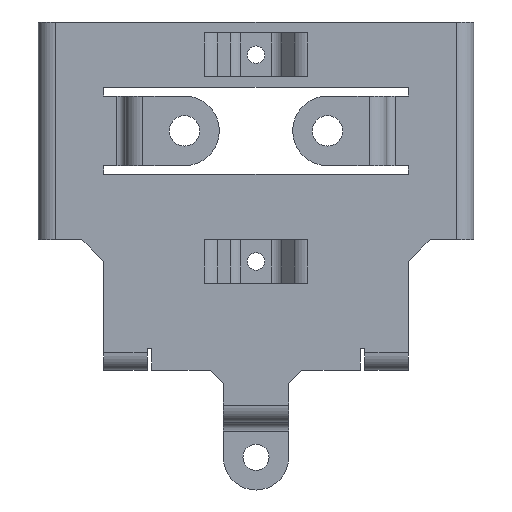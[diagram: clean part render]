
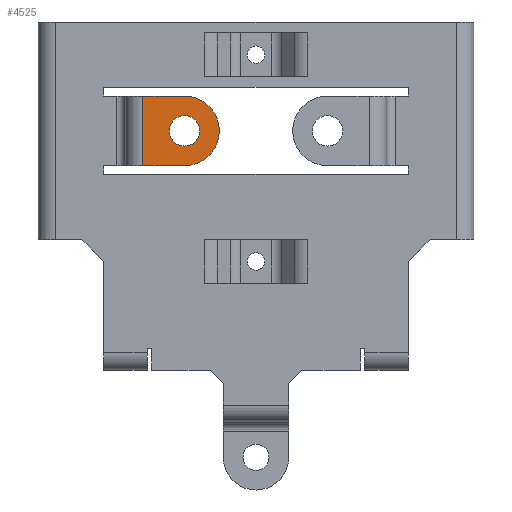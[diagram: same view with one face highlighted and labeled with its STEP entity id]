
A CAD part, front view. The second image highlights one B-rep face of the part: STEP entity #4525.
In plain terms, the highlighted planar face has unit normal (0, -1, 0).
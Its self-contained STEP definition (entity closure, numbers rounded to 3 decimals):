
#21 = CARTESIAN_POINT ( 'NONE',  ( -26., -9., 8. ) ) ;
#260 = DIRECTION ( 'NONE',  ( -1., 0., 0. ) ) ;
#333 = EDGE_LOOP ( 'NONE', ( #9378, #6658 ) ) ;
#610 = CARTESIAN_POINT ( 'NONE',  ( -16.425, -9., -8. ) ) ;
#1378 = CARTESIAN_POINT ( 'NONE',  ( -26., -9., -8. ) ) ;
#1536 = DIRECTION ( 'NONE',  ( 1., 0., 0. ) ) ;
#1621 = DIRECTION ( 'NONE',  ( 1., 0., 0. ) ) ;
#1622 = CARTESIAN_POINT ( 'NONE',  ( -16.425, -9., 8. ) ) ;
#1667 = EDGE_CURVE ( 'NONE', #9912, #3595, #9261, .T. ) ;
#1965 = FACE_BOUND ( 'NONE', #333, .T. ) ;
#2115 = AXIS2_PLACEMENT_3D ( 'NONE', #7493, #5864, #2751 ) ;
#2649 = ORIENTED_EDGE ( 'NONE', *, *, #1667, .T. ) ;
#2751 = DIRECTION ( 'NONE',  ( -1., 0., 0. ) ) ;
#3035 = FACE_OUTER_BOUND ( 'NONE', #3110, .T. ) ;
#3051 = LINE ( 'NONE', #5859, #9014 ) ;
#3110 = EDGE_LOOP ( 'NONE', ( #9598, #2649, #6607, #9296 ) ) ;
#3315 = VERTEX_POINT ( 'NONE', #21 ) ;
#3595 = VERTEX_POINT ( 'NONE', #8461 ) ;
#3817 = DIRECTION ( 'NONE',  ( 1., 0., 0. ) ) ;
#4088 = PLANE ( 'NONE',  #4777 ) ;
#4525 = ADVANCED_FACE ( 'NONE', ( #3035, #1965 ), #4088, .F. ) ;
#4593 = AXIS2_PLACEMENT_3D ( 'NONE', #4675, #8634, #3817 ) ;
#4631 = DIRECTION ( 'NONE',  ( 0., 1., 0. ) ) ;
#4675 = CARTESIAN_POINT ( 'NONE',  ( -16.425, -9., 0. ) ) ;
#4777 = AXIS2_PLACEMENT_3D ( 'NONE', #7659, #9795, #260 ) ;
#5679 = DIRECTION ( 'NONE',  ( -1., 0., 0. ) ) ;
#5711 = CIRCLE ( 'NONE', #2115, 8. ) ;
#5859 = CARTESIAN_POINT ( 'NONE',  ( -26., -9., 25. ) ) ;
#5864 = DIRECTION ( 'NONE',  ( 0., -1., 0. ) ) ;
#6607 = ORIENTED_EDGE ( 'NONE', *, *, #9672, .T. ) ;
#6658 = ORIENTED_EDGE ( 'NONE', *, *, #7423, .T. ) ;
#6806 = VECTOR ( 'NONE', #1536, 1000. ) ;
#6850 = DIRECTION ( 'NONE',  ( 0., 0., 1. ) ) ;
#7043 = VERTEX_POINT ( 'NONE', #1622 ) ;
#7075 = VERTEX_POINT ( 'NONE', #7693 ) ;
#7388 = CIRCLE ( 'NONE', #4593, 3.5 ) ;
#7423 = EDGE_CURVE ( 'NONE', #7075, #8858, #7388, .T. ) ;
#7438 = EDGE_CURVE ( 'NONE', #7043, #3315, #11325, .T. ) ;
#7493 = CARTESIAN_POINT ( 'NONE',  ( -16.425, -9., 0. ) ) ;
#7616 = EDGE_CURVE ( 'NONE', #9912, #3315, #3051, .T. ) ;
#7659 = CARTESIAN_POINT ( 'NONE',  ( -56.425, -9., 25. ) ) ;
#7693 = CARTESIAN_POINT ( 'NONE',  ( -12.925, -9., 0. ) ) ;
#8101 = CIRCLE ( 'NONE', #9113, 3.5 ) ;
#8461 = CARTESIAN_POINT ( 'NONE',  ( -16.425, -9., -8. ) ) ;
#8634 = DIRECTION ( 'NONE',  ( 0., 1., 0. ) ) ;
#8858 = VERTEX_POINT ( 'NONE', #11885 ) ;
#9005 = VECTOR ( 'NONE', #5679, 1000. ) ;
#9014 = VECTOR ( 'NONE', #6850, 1000. ) ;
#9113 = AXIS2_PLACEMENT_3D ( 'NONE', #11095, #4631, #1621 ) ;
#9261 = LINE ( 'NONE', #610, #6806 ) ;
#9296 = ORIENTED_EDGE ( 'NONE', *, *, #7438, .T. ) ;
#9324 = CARTESIAN_POINT ( 'NONE',  ( -41.425, -9., 8. ) ) ;
#9378 = ORIENTED_EDGE ( 'NONE', *, *, #9937, .T. ) ;
#9598 = ORIENTED_EDGE ( 'NONE', *, *, #7616, .F. ) ;
#9672 = EDGE_CURVE ( 'NONE', #3595, #7043, #5711, .T. ) ;
#9795 = DIRECTION ( 'NONE',  ( 0., 1., 0. ) ) ;
#9912 = VERTEX_POINT ( 'NONE', #1378 ) ;
#9937 = EDGE_CURVE ( 'NONE', #8858, #7075, #8101, .T. ) ;
#11095 = CARTESIAN_POINT ( 'NONE',  ( -16.425, -9., 0. ) ) ;
#11325 = LINE ( 'NONE', #9324, #9005 ) ;
#11885 = CARTESIAN_POINT ( 'NONE',  ( -19.925, -9., 0. ) ) ;
